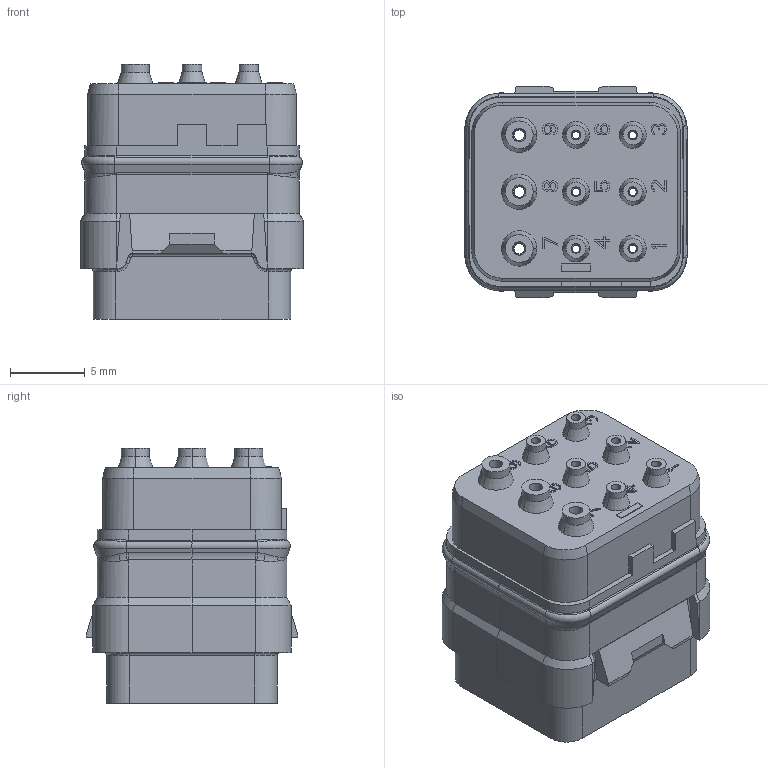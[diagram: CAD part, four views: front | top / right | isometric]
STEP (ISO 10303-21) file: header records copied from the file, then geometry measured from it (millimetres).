
FILE_DESCRIPTION((''),'2;1');
FILE_NAME('SIME0936PC','2020-01-23T',('presta_be4'),(''),'CREO PARAMETRIC BY PTC INC, 2018360','CREO PARAMETRIC BY PTC INC, 2018360','');
FILE_SCHEMA(('CONFIG_CONTROL_DESIGN'));
Length unit declared in the file: millimetre
Products named in the file (1): SIME0936PC
Bounding box: 15 x 14.2 x 17.18 mm (x, y, z)
Volume: 2358.3 mm3; surface area: 2364 mm2
Topology: 1 solids, 1 shells, 1763 faces, 4396 edges, 2724 vertices
Faces by surface type: plane 991, cylinder 291, cone 216, torus 174, bspline 91
Entity records: 54258 total; most frequent: CARTESIAN_POINT 12047, DIRECTION 8817, ORIENTED_EDGE 8792, EDGE_CURVE 4396, AXIS2_PLACEMENT_3D 2952, VECTOR 2913, LINE 2913, VERTEX_POINT 2724
